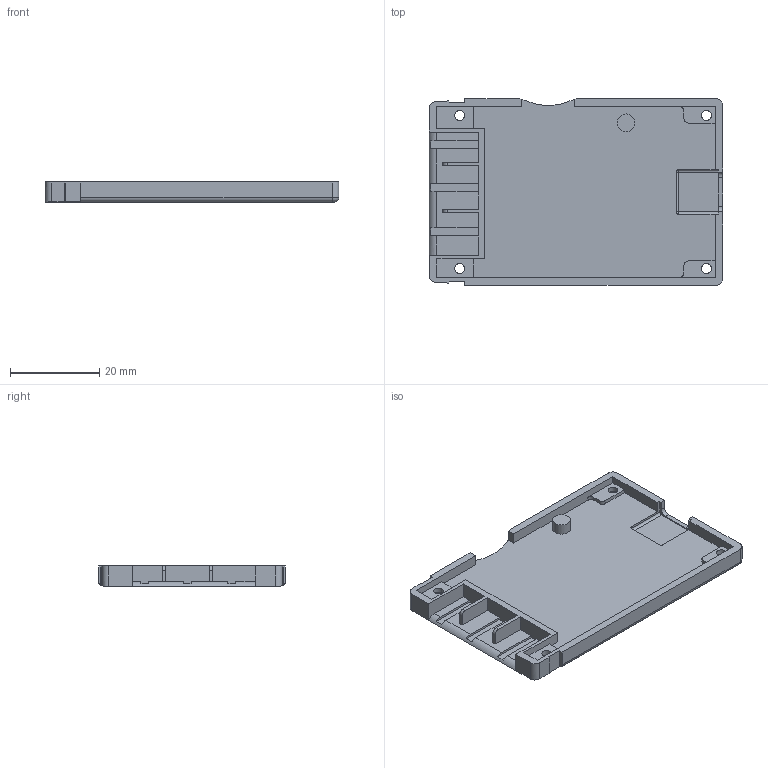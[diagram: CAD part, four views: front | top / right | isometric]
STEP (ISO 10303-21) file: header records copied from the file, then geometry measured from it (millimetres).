
FILE_DESCRIPTION(/* description */ ('Alibre Inc.'),/* implementation_level */ '2;1');
FILE_NAME(/* name */ 'export-41AE7E59-4472-4A0A-A436-FD9C0635326C',/* time_stamp */ '2023-03-05T18:01:21-06:00',/* author */ (''),/* organization */ (''),/* preprocessor_version */ 'ST-DEVELOPER v17',/* originating_system */ 'Alibre',/* authorisation */ '');
FILE_SCHEMA (('CONFIG_CONTROL_DESIGN'));
Length unit declared in the file: millimetre
Bounding box: 66 x 41.95 x 4.5 mm (x, y, z)
Volume: 5871.1 mm3; surface area: 7172.1 mm2
Topology: 1 solids, 1 shells, 118 faces, 327 edges, 214 vertices
Faces by surface type: plane 77, cylinder 32, torus 5, sphere 2, bspline 2
Full cylindrical faces by diameter (mm): 2.2 x4, 4 x1, 4.5 x4
Entity records: 3634 total; most frequent: CARTESIAN_POINT 719, ORIENTED_EDGE 620, DIRECTION 504, EDGE_CURVE 310, VERTEX_POINT 208, VECTOR 201, LINE 201, AXIS2_PLACEMENT_3D 186
